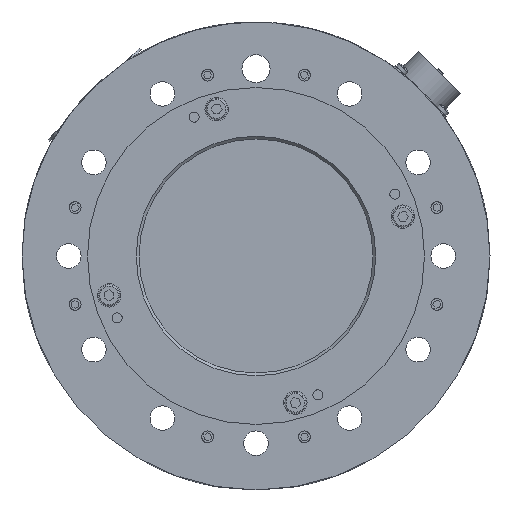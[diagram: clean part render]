
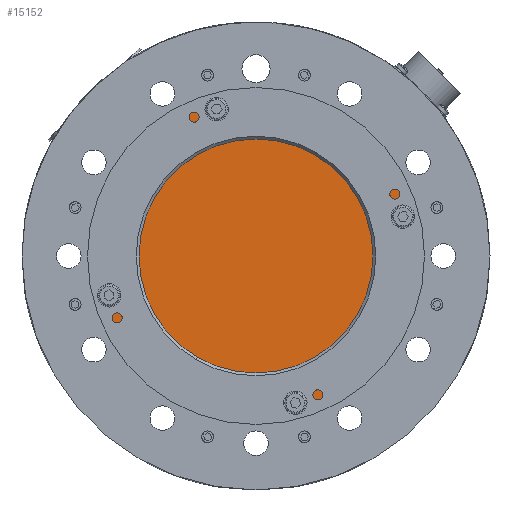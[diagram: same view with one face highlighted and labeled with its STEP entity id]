
A CAD part, front view. The second image highlights one B-rep face of the part: STEP entity #15152.
In plain terms, the highlighted planar face has unit normal (0, -1, 0).
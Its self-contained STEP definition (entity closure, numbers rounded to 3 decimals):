
#162 = VERTEX_POINT ( 'NONE', #62444 ) ;
#1104 = VERTEX_POINT ( 'NONE', #44891 ) ;
#2645 = CARTESIAN_POINT ( 'NONE',  ( -65.167, -36.7, -15.448 ) ) ;
#3043 = DIRECTION ( 'NONE',  ( -0.866, 0., 0.5 ) ) ;
#4375 = DIRECTION ( 'NONE',  ( 0., 1., 0. ) ) ;
#5647 = DIRECTION ( 'NONE',  ( 0., 1., 0. ) ) ;
#5791 = VERTEX_POINT ( 'NONE', #74794 ) ;
#6524 = VERTEX_POINT ( 'NONE', #73188 ) ;
#6699 = DIRECTION ( 'NONE',  ( -0.866, 0., 0.5 ) ) ;
#7959 = AXIS2_PLACEMENT_3D ( 'NONE', #39667, #4375, #8937 ) ;
#8413 = AXIS2_PLACEMENT_3D ( 'NONE', #11671, #75316, #44366 ) ;
#8937 = DIRECTION ( 'NONE',  ( -0.866, 0., 0.5 ) ) ;
#9811 = FACE_BOUND ( 'NONE', #63863, .T. ) ;
#10722 = CIRCLE ( 'NONE', #15111, 2.75 ) ;
#11671 = CARTESIAN_POINT ( 'NONE',  ( 0., -36.7, 0. ) ) ;
#12270 = CARTESIAN_POINT ( 'NONE',  ( -62.785, -36.7, -16.823 ) ) ;
#12984 = CIRCLE ( 'NONE', #22016, 2.75 ) ;
#14196 = EDGE_CURVE ( 'NONE', #17937, #45594, #30600, .T. ) ;
#15049 = CIRCLE ( 'NONE', #60145, 2.75 ) ;
#15111 = AXIS2_PLACEMENT_3D ( 'NONE', #30578, #54243, #3043 ) ;
#15152 = ADVANCED_FACE ( 'NONE', ( #25761, #72676, #57083, #9811, #70816 ), #71358, .F. ) ;
#15956 = CIRCLE ( 'NONE', #57455, 2.75 ) ;
#17937 = VERTEX_POINT ( 'NONE', #33870 ) ;
#18272 = DIRECTION ( 'NONE',  ( -0.866, 0., 0.5 ) ) ;
#20854 = CIRCLE ( 'NONE', #21208, 2.75 ) ;
#21208 = AXIS2_PLACEMENT_3D ( 'NONE', #29789, #70808, #35726 ) ;
#21261 = EDGE_CURVE ( 'NONE', #58813, #46603, #44132, .T. ) ;
#22016 = AXIS2_PLACEMENT_3D ( 'NONE', #41384, #5647, #47260 ) ;
#23597 = EDGE_CURVE ( 'NONE', #53802, #162, #15956, .T. ) ;
#23963 = ORIENTED_EDGE ( 'NONE', *, *, #29123, .T. ) ;
#25761 = FACE_BOUND ( 'NONE', #33148, .T. ) ;
#25815 = CIRCLE ( 'NONE', #35594, 2.75 ) ;
#25816 = CARTESIAN_POINT ( 'NONE',  ( -14.442, -36.7, 61.41 ) ) ;
#26166 = CARTESIAN_POINT ( 'NONE',  ( 62.785, -36.7, 16.823 ) ) ;
#28008 = VERTEX_POINT ( 'NONE', #2645 ) ;
#28063 = EDGE_CURVE ( 'NONE', #162, #53802, #25815, .T. ) ;
#28322 = DIRECTION ( 'NONE',  ( -0.866, 0., 0.5 ) ) ;
#29123 = EDGE_CURVE ( 'NONE', #46603, #58813, #10722, .T. ) ;
#29789 = CARTESIAN_POINT ( 'NONE',  ( -62.785, -36.7, -16.823 ) ) ;
#30578 = CARTESIAN_POINT ( 'NONE',  ( -16.823, -36.7, 62.785 ) ) ;
#30600 = CIRCLE ( 'NONE', #8413, 71.9 ) ;
#32180 = DIRECTION ( 'NONE',  ( -0.866, 0., 0.5 ) ) ;
#33148 = EDGE_LOOP ( 'NONE', ( #43237, #53370 ) ) ;
#33206 = CARTESIAN_POINT ( 'NONE',  ( 16.823, -36.7, -62.785 ) ) ;
#33870 = CARTESIAN_POINT ( 'NONE',  ( 62.267, -36.7, -35.95 ) ) ;
#34108 = ORIENTED_EDGE ( 'NONE', *, *, #23597, .T. ) ;
#34830 = ORIENTED_EDGE ( 'NONE', *, *, #42503, .T. ) ;
#35020 = CARTESIAN_POINT ( 'NONE',  ( 0., -36.7, 0. ) ) ;
#35055 = ORIENTED_EDGE ( 'NONE', *, *, #21261, .T. ) ;
#35594 = AXIS2_PLACEMENT_3D ( 'NONE', #33206, #40372, #28322 ) ;
#35726 = DIRECTION ( 'NONE',  ( -0.866, 0., 0.5 ) ) ;
#35819 = CARTESIAN_POINT ( 'NONE',  ( -16.823, -36.7, 62.785 ) ) ;
#36784 = CARTESIAN_POINT ( 'NONE',  ( 16.823, -36.7, -62.785 ) ) ;
#38097 = ORIENTED_EDGE ( 'NONE', *, *, #14196, .F. ) ;
#38387 = EDGE_CURVE ( 'NONE', #45594, #17937, #73183, .T. ) ;
#38757 = ORIENTED_EDGE ( 'NONE', *, *, #28063, .T. ) ;
#39392 = EDGE_LOOP ( 'NONE', ( #38097, #75735 ) ) ;
#39667 = CARTESIAN_POINT ( 'NONE',  ( 0., -36.7, 0. ) ) ;
#40372 = DIRECTION ( 'NONE',  ( 0., 1., 0. ) ) ;
#40946 = DIRECTION ( 'NONE',  ( 0., 1., 0. ) ) ;
#41384 = CARTESIAN_POINT ( 'NONE',  ( 62.785, -36.7, 16.823 ) ) ;
#42503 = EDGE_CURVE ( 'NONE', #6524, #28008, #48398, .T. ) ;
#42651 = EDGE_CURVE ( 'NONE', #1104, #5791, #15049, .T. ) ;
#43237 = ORIENTED_EDGE ( 'NONE', *, *, #55515, .T. ) ;
#44132 = CIRCLE ( 'NONE', #67629, 2.75 ) ;
#44366 = DIRECTION ( 'NONE',  ( -0.866, 0., 0.5 ) ) ;
#44891 = CARTESIAN_POINT ( 'NONE',  ( 65.167, -36.7, 15.448 ) ) ;
#45594 = VERTEX_POINT ( 'NONE', #58124 ) ;
#46603 = VERTEX_POINT ( 'NONE', #25816 ) ;
#46797 = DIRECTION ( 'NONE',  ( -0.866, 0., 0.5 ) ) ;
#47260 = DIRECTION ( 'NONE',  ( -0.866, 0., 0.5 ) ) ;
#48311 = AXIS2_PLACEMENT_3D ( 'NONE', #12270, #53673, #18272 ) ;
#48398 = CIRCLE ( 'NONE', #48311, 2.75 ) ;
#53300 = ORIENTED_EDGE ( 'NONE', *, *, #61243, .T. ) ;
#53370 = ORIENTED_EDGE ( 'NONE', *, *, #42651, .T. ) ;
#53673 = DIRECTION ( 'NONE',  ( 0., 1., 0. ) ) ;
#53802 = VERTEX_POINT ( 'NONE', #73141 ) ;
#54243 = DIRECTION ( 'NONE',  ( 0., 1., 0. ) ) ;
#55515 = EDGE_CURVE ( 'NONE', #5791, #1104, #12984, .T. ) ;
#56346 = DIRECTION ( 'NONE',  ( 0., 1., 0. ) ) ;
#57083 = FACE_BOUND ( 'NONE', #76185, .T. ) ;
#57455 = AXIS2_PLACEMENT_3D ( 'NONE', #36784, #60086, #6699 ) ;
#57933 = DIRECTION ( 'NONE',  ( -0.866, 0., 0.5 ) ) ;
#58124 = CARTESIAN_POINT ( 'NONE',  ( -62.267, -36.7, 35.95 ) ) ;
#58813 = VERTEX_POINT ( 'NONE', #72822 ) ;
#59012 = AXIS2_PLACEMENT_3D ( 'NONE', #35020, #40946, #46797 ) ;
#60086 = DIRECTION ( 'NONE',  ( 0., 1., 0. ) ) ;
#60145 = AXIS2_PLACEMENT_3D ( 'NONE', #26166, #67274, #32180 ) ;
#61243 = EDGE_CURVE ( 'NONE', #28008, #6524, #20854, .T. ) ;
#62444 = CARTESIAN_POINT ( 'NONE',  ( 14.442, -36.7, -61.41 ) ) ;
#63863 = EDGE_LOOP ( 'NONE', ( #35055, #23963 ) ) ;
#67274 = DIRECTION ( 'NONE',  ( 0., 1., 0. ) ) ;
#67629 = AXIS2_PLACEMENT_3D ( 'NONE', #35819, #56346, #57933 ) ;
#70808 = DIRECTION ( 'NONE',  ( 0., 1., 0. ) ) ;
#70816 = FACE_OUTER_BOUND ( 'NONE', #39392, .T. ) ;
#71358 = PLANE ( 'NONE',  #7959 ) ;
#72676 = FACE_BOUND ( 'NONE', #73445, .T. ) ;
#72822 = CARTESIAN_POINT ( 'NONE',  ( -19.205, -36.7, 64.16 ) ) ;
#73141 = CARTESIAN_POINT ( 'NONE',  ( 19.205, -36.7, -64.16 ) ) ;
#73183 = CIRCLE ( 'NONE', #59012, 71.9 ) ;
#73188 = CARTESIAN_POINT ( 'NONE',  ( -60.404, -36.7, -18.198 ) ) ;
#73445 = EDGE_LOOP ( 'NONE', ( #38757, #34108 ) ) ;
#74794 = CARTESIAN_POINT ( 'NONE',  ( 60.404, -36.7, 18.198 ) ) ;
#75316 = DIRECTION ( 'NONE',  ( 0., 1., 0. ) ) ;
#75735 = ORIENTED_EDGE ( 'NONE', *, *, #38387, .F. ) ;
#76185 = EDGE_LOOP ( 'NONE', ( #53300, #34830 ) ) ;
